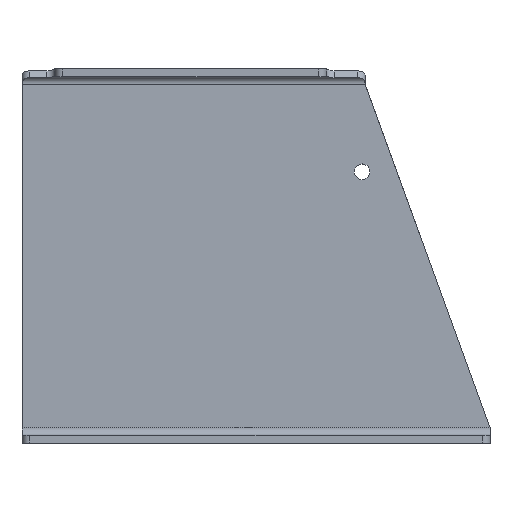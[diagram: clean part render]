
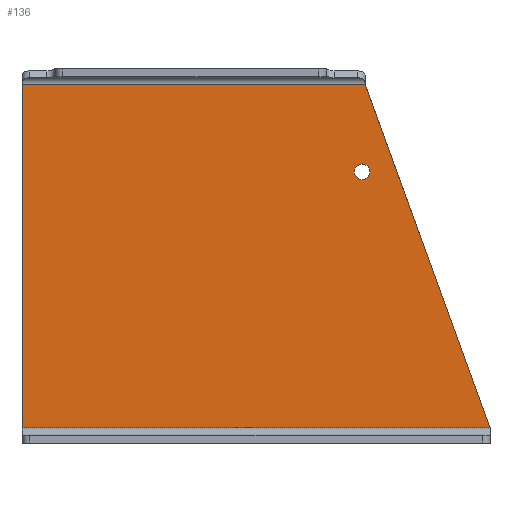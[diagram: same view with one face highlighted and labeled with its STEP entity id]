
A CAD part, top view. The second image highlights one B-rep face of the part: STEP entity #136.
In plain terms, the highlighted planar face has unit normal (0, 0, 1).
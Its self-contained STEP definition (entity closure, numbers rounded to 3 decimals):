
#6 =( BOUNDED_CURVE ( )  B_SPLINE_CURVE ( 3, ( #954, #245, #819, #1194 ),
 .UNSPECIFIED., .F., .F. ) 
 B_SPLINE_CURVE_WITH_KNOTS ( ( 4, 4 ),
 ( 1.421, 1.436 ),
 .UNSPECIFIED. ) 
 CURVE ( )  GEOMETRIC_REPRESENTATION_ITEM ( )  RATIONAL_B_SPLINE_CURVE ( ( 1., 1., 1., 1. ) ) 
 REPRESENTATION_ITEM ( '' )  );
#22 = CARTESIAN_POINT ( 'NONE',  ( 109.944, 110.154, 0. ) ) ;
#47 = ORIENTED_EDGE ( 'NONE', *, *, #1507, .F. ) ;
#52 = VERTEX_POINT ( 'NONE', #22 ) ;
#55 = DIRECTION ( 'NONE',  ( -1., 0., 0. ) ) ;
#84 = AXIS2_PLACEMENT_3D ( 'NONE', #1036, #1043, #326 ) ;
#136 = ADVANCED_FACE ( 'NONE', ( #188, #1433 ), #1135, .F. ) ;
#169 = DIRECTION ( 'NONE',  ( -1., 0., 0. ) ) ;
#188 = FACE_BOUND ( 'NONE', #400, .T. ) ;
#245 = CARTESIAN_POINT ( 'NONE',  ( 109.948, 110.103, 0. ) ) ;
#259 = EDGE_CURVE ( 'NONE', #1153, #701, #982, .T. ) ;
#275 = AXIS2_PLACEMENT_3D ( 'NONE', #401, #1375, #55 ) ;
#295 = ORIENTED_EDGE ( 'NONE', *, *, #1115, .T. ) ;
#312 = CARTESIAN_POINT ( 'NONE',  ( -110., 108.66, 0. ) ) ;
#318 = ORIENTED_EDGE ( 'NONE', *, *, #417, .T. ) ;
#326 = DIRECTION ( 'NONE',  ( 1., 0., 0. ) ) ;
#334 =( BOUNDED_CURVE ( )  B_SPLINE_CURVE ( 3, ( #1539, #562, #1274, #312 ),
 .UNSPECIFIED., .F., .F. ) 
 B_SPLINE_CURVE_WITH_KNOTS ( ( 4, 4 ),
 ( 4.578, 4.712 ),
 .UNSPECIFIED. ) 
 CURVE ( )  GEOMETRIC_REPRESENTATION_ITEM ( )  RATIONAL_B_SPLINE_CURVE ( ( 1., 0.998, 0.998, 1. ) ) 
 REPRESENTATION_ITEM ( '' )  );
#373 = CIRCLE ( 'NONE', #1107, 5. ) ;
#400 = EDGE_LOOP ( 'NONE', ( #738, #47 ) ) ;
#401 = CARTESIAN_POINT ( 'NONE',  ( 0., 0., 0. ) ) ;
#409 = VECTOR ( 'NONE', #641, 1000. ) ;
#415 = CARTESIAN_POINT ( 'NONE',  ( 113., 54., 0. ) ) ;
#417 = EDGE_CURVE ( 'NONE', #1253, #1235, #1300, .T. ) ;
#427 = ORIENTED_EDGE ( 'NONE', *, *, #678, .T. ) ;
#519 = CARTESIAN_POINT ( 'NONE',  ( -110., 110., 0. ) ) ;
#526 = VECTOR ( 'NONE', #169, 1000. ) ;
#528 = CARTESIAN_POINT ( 'NONE',  ( -109.955, 110., 0. ) ) ;
#562 = CARTESIAN_POINT ( 'NONE',  ( -109.985, 109.556, 0. ) ) ;
#641 = DIRECTION ( 'NONE',  ( -0.342, 0.94, 0. ) ) ;
#678 = EDGE_CURVE ( 'NONE', #1235, #52, #724, .T. ) ;
#688 = CARTESIAN_POINT ( 'NONE',  ( -110., -110., 0. ) ) ;
#701 = VERTEX_POINT ( 'NONE', #528 ) ;
#706 = VECTOR ( 'NONE', #907, 1000. ) ;
#709 = CARTESIAN_POINT ( 'NONE',  ( 190., -110., 0. ) ) ;
#724 = LINE ( 'NONE', #1378, #409 ) ;
#738 = ORIENTED_EDGE ( 'NONE', *, *, #1183, .F. ) ;
#819 = CARTESIAN_POINT ( 'NONE',  ( 109.951, 110.052, 0. ) ) ;
#866 = VERTEX_POINT ( 'NONE', #415 ) ;
#907 = DIRECTION ( 'NONE',  ( 0., -1., 0. ) ) ;
#941 = DIRECTION ( 'NONE',  ( 1., 0., 0. ) ) ;
#942 = CARTESIAN_POINT ( 'NONE',  ( -110., -110., 0. ) ) ;
#954 = CARTESIAN_POINT ( 'NONE',  ( 109.944, 110.154, 0. ) ) ;
#979 = ORIENTED_EDGE ( 'NONE', *, *, #1478, .T. ) ;
#982 = LINE ( 'NONE', #519, #526 ) ;
#1030 = LINE ( 'NONE', #1278, #706 ) ;
#1036 = CARTESIAN_POINT ( 'NONE',  ( 108., 54., 0. ) ) ;
#1043 = DIRECTION ( 'NONE',  ( 0., 0., 1. ) ) ;
#1045 = CARTESIAN_POINT ( 'NONE',  ( -110., 108.66, 0. ) ) ;
#1101 = EDGE_LOOP ( 'NONE', ( #1368, #979, #295, #318, #427, #1525 ) ) ;
#1107 = AXIS2_PLACEMENT_3D ( 'NONE', #1546, #1168, #1303 ) ;
#1115 = EDGE_CURVE ( 'NONE', #1212, #1253, #1030, .T. ) ;
#1135 = PLANE ( 'NONE',  #275 ) ;
#1153 = VERTEX_POINT ( 'NONE', #1192 ) ;
#1168 = DIRECTION ( 'NONE',  ( 0., 0., 1. ) ) ;
#1183 = EDGE_CURVE ( 'NONE', #866, #1250, #373, .T. ) ;
#1192 = CARTESIAN_POINT ( 'NONE',  ( 109.955, 110., 0. ) ) ;
#1194 = CARTESIAN_POINT ( 'NONE',  ( 109.955, 110., 0. ) ) ;
#1212 = VERTEX_POINT ( 'NONE', #1045 ) ;
#1235 = VERTEX_POINT ( 'NONE', #709 ) ;
#1250 = VERTEX_POINT ( 'NONE', #1293 ) ;
#1253 = VERTEX_POINT ( 'NONE', #942 ) ;
#1259 = VECTOR ( 'NONE', #941, 1000. ) ;
#1274 = CARTESIAN_POINT ( 'NONE',  ( -110., 109.109, 0. ) ) ;
#1278 = CARTESIAN_POINT ( 'NONE',  ( -110., -110., 0. ) ) ;
#1293 = CARTESIAN_POINT ( 'NONE',  ( 103., 54., 0. ) ) ;
#1300 = LINE ( 'NONE', #688, #1259 ) ;
#1303 = DIRECTION ( 'NONE',  ( 1., 0., 0. ) ) ;
#1318 = EDGE_CURVE ( 'NONE', #52, #1153, #6, .T. ) ;
#1368 = ORIENTED_EDGE ( 'NONE', *, *, #259, .T. ) ;
#1375 = DIRECTION ( 'NONE',  ( 0., 0., -1. ) ) ;
#1378 = CARTESIAN_POINT ( 'NONE',  ( 110., 110., 0. ) ) ;
#1433 = FACE_OUTER_BOUND ( 'NONE', #1101, .T. ) ;
#1478 = EDGE_CURVE ( 'NONE', #701, #1212, #334, .T. ) ;
#1498 = CIRCLE ( 'NONE', #84, 5. ) ;
#1507 = EDGE_CURVE ( 'NONE', #1250, #866, #1498, .T. ) ;
#1525 = ORIENTED_EDGE ( 'NONE', *, *, #1318, .T. ) ;
#1539 = CARTESIAN_POINT ( 'NONE',  ( -109.955, 110., 0. ) ) ;
#1546 = CARTESIAN_POINT ( 'NONE',  ( 108., 54., 0. ) ) ;
